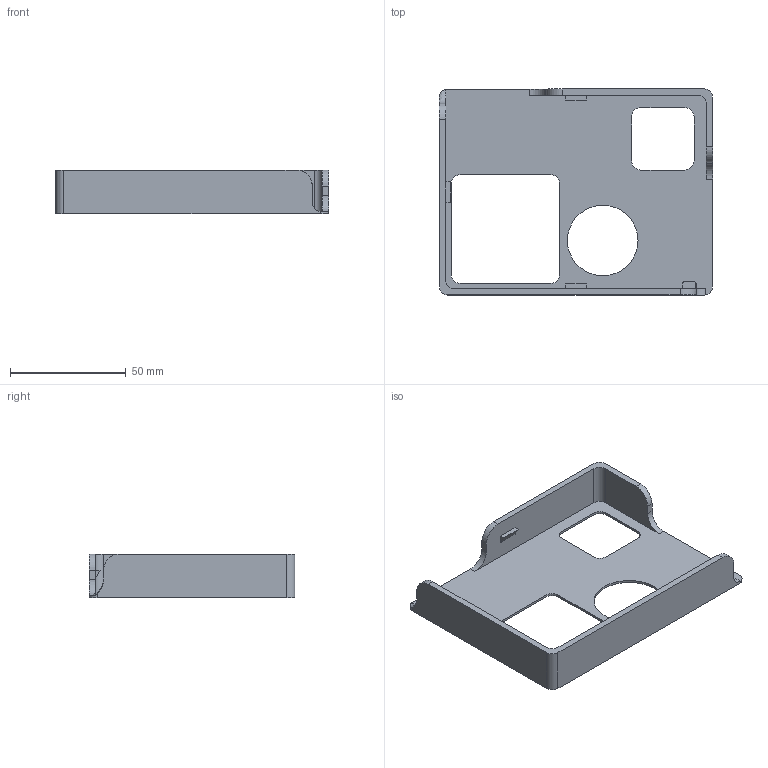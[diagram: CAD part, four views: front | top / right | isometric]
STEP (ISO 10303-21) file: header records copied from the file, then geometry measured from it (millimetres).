
FILE_DESCRIPTION(/* description */ (''),/* implementation_level */ '2;1');
FILE_NAME(/* name */ 'aqi_cover v36.step',/* time_stamp */ '2020-11-01T21:59:17-08:00',/* author */ (''),/* organization */ (''),/* preprocessor_version */ 'ST-DEVELOPER v18.1',/* originating_system */ 'Autodesk Translation Framework v9.3.0.1241',/* authorisation */ '');
FILE_SCHEMA (('AUTOMOTIVE_DESIGN { 1 0 10303 214 3 1 1 }'));
Length unit declared in the file: millimetre
Products named in the file (1): aqi_cover
Bounding box: 118 x 89 x 19 mm (x, y, z)
Volume: 21429.9 mm3; surface area: 25143.5 mm2
Topology: 1 solids, 1 shells, 64 faces, 177 edges, 118 vertices
Faces by surface type: plane 38, cylinder 23, torus 2, bspline 1
Full cylindrical faces by diameter (mm): 30.5 x1
Entity records: 2249 total; most frequent: CARTESIAN_POINT 537, ORIENTED_EDGE 354, DIRECTION 344, EDGE_CURVE 177, LINE 118, VECTOR 118, VERTEX_POINT 118, AXIS2_PLACEMENT_3D 113
